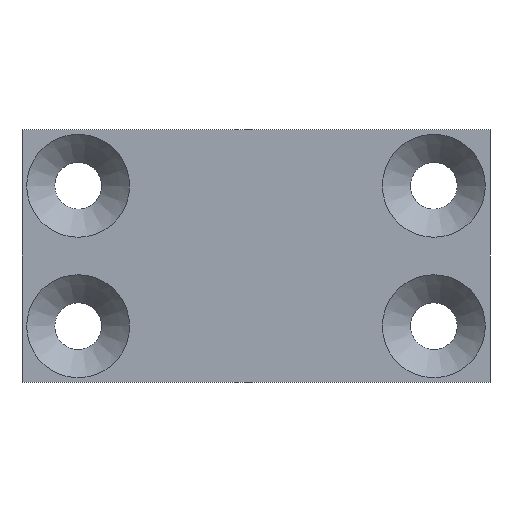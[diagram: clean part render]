
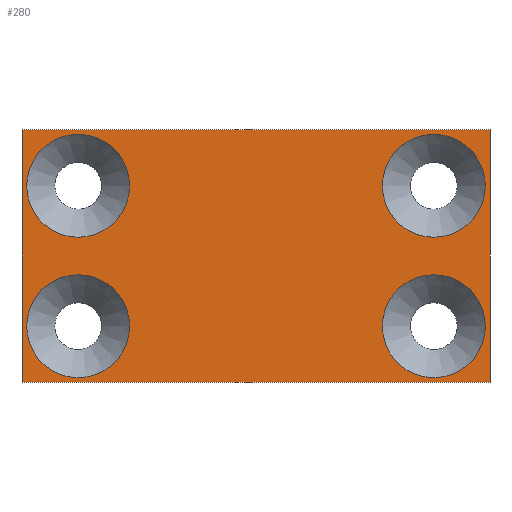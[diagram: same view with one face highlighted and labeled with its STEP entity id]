
A CAD part, left-side view. The second image highlights one B-rep face of the part: STEP entity #280.
In plain terms, the highlighted planar face has unit normal (-1, 0, 0).
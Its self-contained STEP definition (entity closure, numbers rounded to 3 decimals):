
#20=FACE_BOUND('',#53,.T.);
#21=FACE_BOUND('',#54,.T.);
#22=FACE_BOUND('',#55,.T.);
#23=FACE_BOUND('',#56,.T.);
#28=PLANE('',#312);
#36=FACE_OUTER_BOUND('',#52,.T.);
#52=EDGE_LOOP('',(#203,#204,#205,#206));
#53=EDGE_LOOP('',(#207));
#54=EDGE_LOOP('',(#208));
#55=EDGE_LOOP('',(#209));
#56=EDGE_LOOP('',(#210));
#76=LINE('',#435,#100);
#77=LINE('',#437,#101);
#78=LINE('',#439,#102);
#79=LINE('',#440,#103);
#100=VECTOR('',#350,10.);
#101=VECTOR('',#351,10.);
#102=VECTOR('',#352,10.);
#103=VECTOR('',#353,10.);
#124=CIRCLE('',#311,2.75);
#125=CIRCLE('',#313,2.75);
#126=CIRCLE('',#314,2.75);
#127=CIRCLE('',#315,2.75);
#138=VERTEX_POINT('',#429);
#139=VERTEX_POINT('',#433);
#140=VERTEX_POINT('',#434);
#141=VERTEX_POINT('',#436);
#142=VERTEX_POINT('',#438);
#143=VERTEX_POINT('',#441);
#144=VERTEX_POINT('',#443);
#145=VERTEX_POINT('',#445);
#163=EDGE_CURVE('',#138,#138,#124,.T.);
#164=EDGE_CURVE('',#139,#140,#76,.T.);
#165=EDGE_CURVE('',#141,#139,#77,.T.);
#166=EDGE_CURVE('',#142,#141,#78,.T.);
#167=EDGE_CURVE('',#140,#142,#79,.T.);
#168=EDGE_CURVE('',#143,#143,#125,.T.);
#169=EDGE_CURVE('',#144,#144,#126,.T.);
#170=EDGE_CURVE('',#145,#145,#127,.T.);
#203=ORIENTED_EDGE('',*,*,#164,.F.);
#204=ORIENTED_EDGE('',*,*,#165,.F.);
#205=ORIENTED_EDGE('',*,*,#166,.F.);
#206=ORIENTED_EDGE('',*,*,#167,.F.);
#207=ORIENTED_EDGE('',*,*,#168,.F.);
#208=ORIENTED_EDGE('',*,*,#169,.F.);
#209=ORIENTED_EDGE('',*,*,#170,.F.);
#210=ORIENTED_EDGE('',*,*,#163,.F.);
#280=ADVANCED_FACE('',(#36,#20,#21,#22,#23),#28,.F.);
#311=AXIS2_PLACEMENT_3D('',#431,#346,#347);
#312=AXIS2_PLACEMENT_3D('',#432,#348,#349);
#313=AXIS2_PLACEMENT_3D('',#442,#354,#355);
#314=AXIS2_PLACEMENT_3D('',#444,#356,#357);
#315=AXIS2_PLACEMENT_3D('',#446,#358,#359);
#346=DIRECTION('center_axis',(-1.,0.,0.));
#347=DIRECTION('ref_axis',(0.,1.,0.));
#348=DIRECTION('center_axis',(1.,0.,0.));
#349=DIRECTION('ref_axis',(0.,1.,0.));
#350=DIRECTION('',(0.,0.,-1.));
#351=DIRECTION('',(0.,-1.,0.));
#352=DIRECTION('',(0.,0.,1.));
#353=DIRECTION('',(0.,1.,0.));
#354=DIRECTION('center_axis',(-1.,0.,0.));
#355=DIRECTION('ref_axis',(0.,1.,0.));
#356=DIRECTION('center_axis',(-1.,0.,0.));
#357=DIRECTION('ref_axis',(0.,1.,0.));
#358=DIRECTION('center_axis',(-1.,0.,0.));
#359=DIRECTION('ref_axis',(0.,1.,0.));
#429=CARTESIAN_POINT('',(-84.9,-64.9,294.25));
#431=CARTESIAN_POINT('Origin',(-84.9,-62.15,294.25));
#432=CARTESIAN_POINT('Origin',(-84.9,-52.65,298.));
#433=CARTESIAN_POINT('',(-84.9,-65.15,304.75));
#434=CARTESIAN_POINT('',(-84.9,-65.15,291.25));
#435=CARTESIAN_POINT('',(-84.9,-65.15,291.25));
#436=CARTESIAN_POINT('',(-84.9,-40.15,304.75));
#437=CARTESIAN_POINT('',(-84.9,-65.15,304.75));
#438=CARTESIAN_POINT('',(-84.9,-40.15,291.25));
#439=CARTESIAN_POINT('',(-84.9,-40.15,304.75));
#440=CARTESIAN_POINT('',(-84.9,-40.15,291.25));
#441=CARTESIAN_POINT('',(-84.9,-45.9,294.25));
#442=CARTESIAN_POINT('Origin',(-84.9,-43.15,294.25));
#443=CARTESIAN_POINT('',(-84.9,-64.9,301.75));
#444=CARTESIAN_POINT('Origin',(-84.9,-62.15,301.75));
#445=CARTESIAN_POINT('',(-84.9,-45.9,301.75));
#446=CARTESIAN_POINT('Origin',(-84.9,-43.15,301.75));
